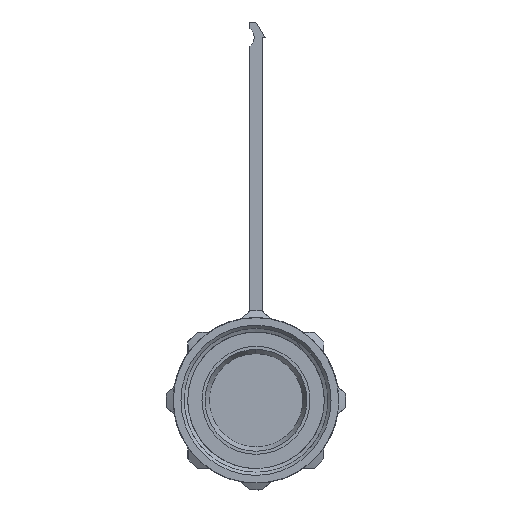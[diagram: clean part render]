
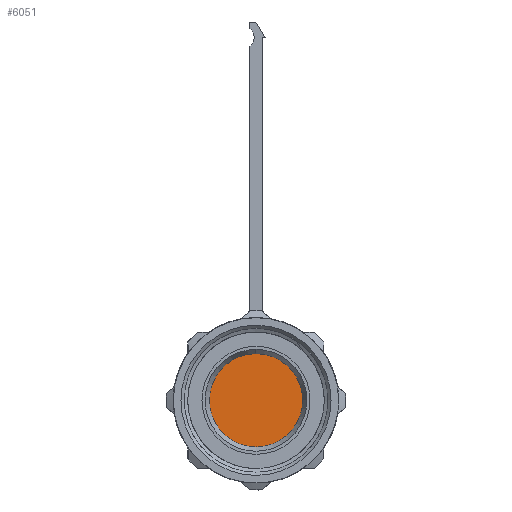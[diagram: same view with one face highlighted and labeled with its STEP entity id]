
A CAD part, left-side view. The second image highlights one B-rep face of the part: STEP entity #6051.
In plain terms, the highlighted planar face has unit normal (-1, 0, 0).
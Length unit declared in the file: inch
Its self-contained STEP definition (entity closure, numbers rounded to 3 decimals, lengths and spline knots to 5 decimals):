
#2448=CARTESIAN_POINT('',(0.51189,0.57874,
-0.57874));
#2449=DIRECTION('',(1.,0.,0.));
#2450=DIRECTION('',(0.,0.,1.));
#2451=AXIS2_PLACEMENT_3D('',#2448,#2449,#2450);
#2453=CARTESIAN_POINT('',(0.51189,0.57874,
-0.57874));
#2454=DIRECTION('',(1.,0.,0.));
#2455=DIRECTION('',(0.,0.,-1.));
#2456=AXIS2_PLACEMENT_3D('',#2453,#2454,#2455);
#2713=CARTESIAN_POINT('',(0.51189,0.57874,
-0.27756));
#2714=CARTESIAN_POINT('',(0.51189,0.57874,
-0.87992));
#2715=VERTEX_POINT('',#2713);
#2716=VERTEX_POINT('',#2714);
#6041=CARTESIAN_POINT('',(0.51189,0.57874,
-0.57874));
#6042=DIRECTION('',(1.,0.,0.));
#6043=DIRECTION('',(0.,-1.,0.));
#6044=AXIS2_PLACEMENT_3D('',#6041,#6042,#6043);
#6045=PLANE('',#6044);
#6047=ORIENTED_EDGE('',*,*,#6046,.T.);
#6048=ORIENTED_EDGE('',*,*,#6031,.T.);
#6049=EDGE_LOOP('',(#6047,#6048));
#6050=FACE_OUTER_BOUND('',#6049,.F.);
#6051=ADVANCED_FACE('',(#6050),#6045,.F.);
#2452=CIRCLE('',#2451,0.30118);
#2457=CIRCLE('',#2456,0.30118);
#6031=EDGE_CURVE('',#2716,#2715,#2457,.T.);
#6046=EDGE_CURVE('',#2715,#2716,#2452,.T.);
